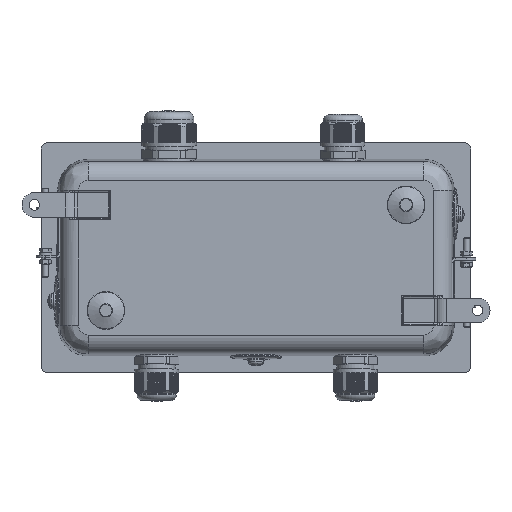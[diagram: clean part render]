
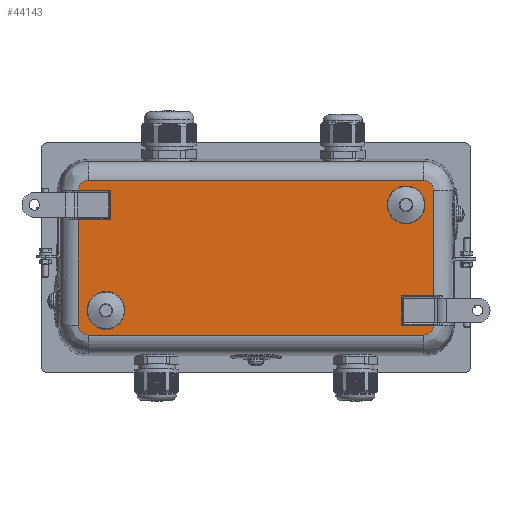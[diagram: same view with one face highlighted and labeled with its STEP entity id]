
A CAD part, front view. The second image highlights one B-rep face of the part: STEP entity #44143.
In plain terms, the highlighted planar face has unit normal (0, -1, 0).
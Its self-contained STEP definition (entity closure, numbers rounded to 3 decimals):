
#2396=LINE('',#60812,#5811);
#2397=LINE('',#60842,#5812);
#2401=LINE('',#60867,#5816);
#2405=LINE('',#60893,#5820);
#2409=LINE('',#60986,#5824);
#2412=LINE('',#61010,#5827);
#2414=LINE('',#61085,#5829);
#2416=LINE('',#61126,#5831);
#2421=LINE('',#61205,#5836);
#2422=LINE('',#61209,#5837);
#5811=VECTOR('',#50247,10.);
#5812=VECTOR('',#50262,10.);
#5816=VECTOR('',#50272,10.);
#5820=VECTOR('',#50288,10.);
#5824=VECTOR('',#50312,10.);
#5827=VECTOR('',#50327,10.);
#5829=VECTOR('',#50347,10.);
#5831=VECTOR('',#50367,10.);
#5836=VECTOR('',#50404,10.);
#5837=VECTOR('',#50409,10.);
#9941=FACE_BOUND('',#12501,.T.);
#9942=FACE_BOUND('',#12502,.T.);
#10088=FACE_OUTER_BOUND('',#12500,.T.);
#12500=EDGE_LOOP('',(#27439,#27440,#27441,#27442,#27443,#27444,#27445,#27446,
#27447,#27448,#27449,#27450,#27451,#27452));
#12501=EDGE_LOOP('',(#27453));
#12502=EDGE_LOOP('',(#27454));
#14959=CIRCLE('',#46578,7.896);
#14962=CIRCLE('',#46581,7.896);
#14966=CIRCLE('',#46586,7.896);
#14969=CIRCLE('',#46589,7.896);
#15013=CIRCLE('',#46669,15.194);
#15017=CIRCLE('',#46676,15.194);
#16274=VERTEX_POINT('',#60787);
#16276=VERTEX_POINT('',#60791);
#16277=VERTEX_POINT('',#60803);
#16278=VERTEX_POINT('',#60805);
#16279=VERTEX_POINT('',#60810);
#16281=VERTEX_POINT('',#60824);
#16282=VERTEX_POINT('',#60836);
#16283=VERTEX_POINT('',#60838);
#16289=VERTEX_POINT('',#60866);
#16295=VERTEX_POINT('',#60890);
#16304=VERTEX_POINT('',#60985);
#16309=VERTEX_POINT('',#61007);
#16314=VERTEX_POINT('',#61082);
#16328=VERTEX_POINT('',#61203);
#16337=VERTEX_POINT('',#61260);
#16340=VERTEX_POINT('',#61271);
#20632=EDGE_CURVE('',#16276,#16274,#14959,.T.);
#20635=EDGE_CURVE('',#16278,#16277,#14962,.T.);
#20638=EDGE_CURVE('',#16279,#16278,#2396,.T.);
#20641=EDGE_CURVE('',#16281,#16279,#14966,.T.);
#20644=EDGE_CURVE('',#16283,#16282,#14969,.T.);
#20645=EDGE_CURVE('',#16274,#16283,#2397,.T.);
#20652=EDGE_CURVE('',#16282,#16289,#2401,.T.);
#20662=EDGE_CURVE('',#16295,#16289,#2405,.T.);
#20676=EDGE_CURVE('',#16277,#16304,#2409,.T.);
#20685=EDGE_CURVE('',#16304,#16309,#2412,.T.);
#20695=EDGE_CURVE('',#16314,#16281,#2414,.T.);
#20704=EDGE_CURVE('',#16295,#16314,#2416,.T.);
#20720=EDGE_CURVE('',#16309,#16328,#2421,.T.);
#20722=EDGE_CURVE('',#16276,#16328,#2422,.T.);
#20736=EDGE_CURVE('',#16337,#16337,#15013,.T.);
#20740=EDGE_CURVE('',#16340,#16340,#15017,.T.);
#27439=ORIENTED_EDGE('',*,*,#20722,.T.);
#27440=ORIENTED_EDGE('',*,*,#20720,.F.);
#27441=ORIENTED_EDGE('',*,*,#20685,.F.);
#27442=ORIENTED_EDGE('',*,*,#20676,.F.);
#27443=ORIENTED_EDGE('',*,*,#20635,.F.);
#27444=ORIENTED_EDGE('',*,*,#20638,.F.);
#27445=ORIENTED_EDGE('',*,*,#20641,.F.);
#27446=ORIENTED_EDGE('',*,*,#20695,.F.);
#27447=ORIENTED_EDGE('',*,*,#20704,.F.);
#27448=ORIENTED_EDGE('',*,*,#20662,.T.);
#27449=ORIENTED_EDGE('',*,*,#20652,.F.);
#27450=ORIENTED_EDGE('',*,*,#20644,.F.);
#27451=ORIENTED_EDGE('',*,*,#20645,.F.);
#27452=ORIENTED_EDGE('',*,*,#20632,.F.);
#27453=ORIENTED_EDGE('',*,*,#20736,.F.);
#27454=ORIENTED_EDGE('',*,*,#20740,.F.);
#40404=PLANE('',#46675);
#44143=ADVANCED_FACE('',(#10088,#9941,#9942),#40404,.T.);
#46578=AXIS2_PLACEMENT_3D('',#60793,#50234,#50235);
#46581=AXIS2_PLACEMENT_3D('',#60807,#50240,#50241);
#46586=AXIS2_PLACEMENT_3D('',#60826,#50252,#50253);
#46589=AXIS2_PLACEMENT_3D('',#60840,#50258,#50259);
#46669=AXIS2_PLACEMENT_3D('',#61262,#50446,#50447);
#46675=AXIS2_PLACEMENT_3D('',#61270,#50458,#50459);
#46676=AXIS2_PLACEMENT_3D('',#61272,#50460,#50461);
#50234=DIRECTION('center_axis',(0.,1.,0.));
#50235=DIRECTION('ref_axis',(0.707,0.,-0.707));
#50240=DIRECTION('center_axis',(0.,1.,0.));
#50241=DIRECTION('ref_axis',(0.707,0.,0.707));
#50247=DIRECTION('',(1.,0.,0.));
#50252=DIRECTION('center_axis',(0.,1.,0.));
#50253=DIRECTION('ref_axis',(-0.707,0.,0.707));
#50258=DIRECTION('center_axis',(0.,1.,0.));
#50259=DIRECTION('ref_axis',(-0.707,0.,-0.707));
#50262=DIRECTION('',(-1.,0.,0.));
#50272=DIRECTION('',(0.,0.,1.));
#50288=DIRECTION('',(-1.,0.,0.));
#50312=DIRECTION('',(0.,0.,-1.));
#50327=DIRECTION('',(-1.,0.,0.));
#50347=DIRECTION('',(-1.,0.,0.));
#50367=DIRECTION('',(0.,0.,1.));
#50404=DIRECTION('',(0.,0.,-1.));
#50409=DIRECTION('',(-1.,0.,0.));
#50446=DIRECTION('center_axis',(0.,-1.,0.));
#50447=DIRECTION('ref_axis',(1.,0.,0.));
#50458=DIRECTION('center_axis',(0.,-1.,0.));
#50459=DIRECTION('ref_axis',(-1.,0.,0.));
#50460=DIRECTION('center_axis',(0.,-1.,0.));
#50461=DIRECTION('ref_axis',(1.,0.,0.));
#60787=CARTESIAN_POINT('',(135.,4.,-62.396));
#60791=CARTESIAN_POINT('',(142.896,4.,-54.5));
#60793=CARTESIAN_POINT('Origin',(135.,4.,-54.5));
#60803=CARTESIAN_POINT('',(142.896,4.,54.5));
#60805=CARTESIAN_POINT('',(135.,4.,62.396));
#60807=CARTESIAN_POINT('Origin',(135.,4.,54.5));
#60810=CARTESIAN_POINT('',(-135.,4.,62.396));
#60812=CARTESIAN_POINT('',(-67.5,4.,62.396));
#60824=CARTESIAN_POINT('',(-142.896,4.,54.5));
#60826=CARTESIAN_POINT('Origin',(-135.,4.,54.5));
#60836=CARTESIAN_POINT('',(-142.896,4.,-54.5));
#60838=CARTESIAN_POINT('',(-135.,4.,-62.396));
#60840=CARTESIAN_POINT('Origin',(-135.,4.,-54.5));
#60842=CARTESIAN_POINT('',(67.5,4.,-62.396));
#60866=CARTESIAN_POINT('',(-142.896,4.,30.5));
#60867=CARTESIAN_POINT('',(-142.896,4.,-27.25));
#60890=CARTESIAN_POINT('',(-116.896,4.,30.5));
#60893=CARTESIAN_POINT('',(-83.948,4.,30.5));
#60985=CARTESIAN_POINT('',(142.896,4.,-30.5));
#60986=CARTESIAN_POINT('',(142.896,4.,27.25));
#61007=CARTESIAN_POINT('',(116.896,4.,-30.5));
#61010=CARTESIAN_POINT('',(83.948,4.,-30.5));
#61082=CARTESIAN_POINT('',(-116.896,4.,54.5));
#61085=CARTESIAN_POINT('',(-58.948,4.,54.5));
#61126=CARTESIAN_POINT('',(-116.896,4.,15.75));
#61203=CARTESIAN_POINT('',(116.896,4.,-54.5));
#61205=CARTESIAN_POINT('',(116.896,4.,-15.75));
#61209=CARTESIAN_POINT('',(58.948,4.,-54.5));
#61260=CARTESIAN_POINT('',(105.701,4.,42.5));
#61262=CARTESIAN_POINT('Origin',(120.896,4.,42.5));
#61270=CARTESIAN_POINT('Origin',(0.,4.,
0.));
#61271=CARTESIAN_POINT('',(-136.09,4.,-42.5));
#61272=CARTESIAN_POINT('Origin',(-120.896,4.,-42.5));
